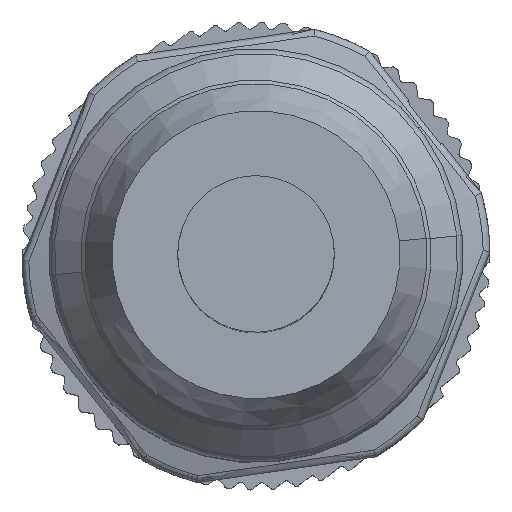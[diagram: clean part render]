
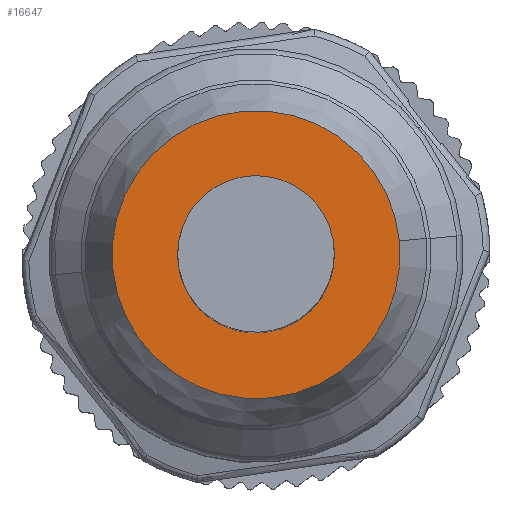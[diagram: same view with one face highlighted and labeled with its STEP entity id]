
A CAD part, top view. The second image highlights one B-rep face of the part: STEP entity #16647.
In plain terms, the highlighted planar face has unit normal (0, 0, 1).
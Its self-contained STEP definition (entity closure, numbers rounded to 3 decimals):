
#16542=AXIS2_PLACEMENT_3D('Circle Axis2P3D',#16540,#16541,$) ;
#16567=AXIS2_PLACEMENT_3D('Circle Axis2P3D',#16565,#16566,$) ;
#16581=AXIS2_PLACEMENT_3D('Plane Axis2P3D',#16578,#16579,#16580) ;
#16537=CARTESIAN_POINT('Vertex',(5.037,12.231,49.9)) ;
#16540=CARTESIAN_POINT('Axis2P3D Location',(13.,12.996,49.9)) ;
#16544=CARTESIAN_POINT('Vertex',(20.963,13.761,49.9)) ;
#16565=CARTESIAN_POINT('Axis2P3D Location',(13.,12.996,49.9)) ;
#16578=CARTESIAN_POINT('Axis2P3D Location',(13.,12.996,49.9)) ;
#16588=CARTESIAN_POINT('Control Point',(16.766,15.173,49.9)) ;
#16589=CARTESIAN_POINT('Control Point',(16.97,14.819,49.9)) ;
#16590=CARTESIAN_POINT('Control Point',(17.133,14.442,49.9)) ;
#16591=CARTESIAN_POINT('Control Point',(17.251,14.046,49.9)) ;
#16592=CARTESIAN_POINT('Control Point',(17.391,13.235,49.9)) ;
#16593=CARTESIAN_POINT('Control Point',(17.34,12.414,49.9)) ;
#16594=CARTESIAN_POINT('Control Point',(17.266,12.008,49.9)) ;
#16595=CARTESIAN_POINT('Control Point',(17.024,11.221,49.9)) ;
#16596=CARTESIAN_POINT('Control Point',(16.606,10.512,49.9)) ;
#16597=CARTESIAN_POINT('Control Point',(16.357,10.184,49.9)) ;
#16598=CARTESIAN_POINT('Control Point',(15.785,9.592,49.9)) ;
#16599=CARTESIAN_POINT('Control Point',(15.091,9.149,49.9)) ;
#16600=CARTESIAN_POINT('Control Point',(14.72,8.969,49.9)) ;
#16601=CARTESIAN_POINT('Control Point',(13.942,8.7,49.9)) ;
#16602=CARTESIAN_POINT('Control Point',(13.123,8.619,49.9)) ;
#16603=CARTESIAN_POINT('Control Point',(12.711,8.627,49.9)) ;
#16604=CARTESIAN_POINT('Control Point',(11.895,8.739,49.9)) ;
#16605=CARTESIAN_POINT('Control Point',(11.128,9.037,49.9)) ;
#16606=CARTESIAN_POINT('Control Point',(10.764,9.231,49.9)) ;
#16607=CARTESIAN_POINT('Control Point',(10.194,9.627,49.9)) ;
#16608=CARTESIAN_POINT('Control Point',(9.714,10.125,49.9)) ;
#16609=CARTESIAN_POINT('Control Point',(9.535,10.344,49.9)) ;
#16610=CARTESIAN_POINT('Control Point',(9.375,10.576,49.9)) ;
#16611=CARTESIAN_POINT('Control Point',(9.234,10.819,49.9)) ;
#16612=CARTESIAN_POINT('Vertex',(16.766,15.173,49.9)) ;
#16614=CARTESIAN_POINT('Vertex',(9.234,10.819,49.9)) ;
#16618=CARTESIAN_POINT('Control Point',(9.234,10.819,49.9)) ;
#16619=CARTESIAN_POINT('Control Point',(9.03,11.173,49.9)) ;
#16620=CARTESIAN_POINT('Control Point',(8.867,11.55,49.9)) ;
#16621=CARTESIAN_POINT('Control Point',(8.749,11.946,49.9)) ;
#16622=CARTESIAN_POINT('Control Point',(8.609,12.757,49.9)) ;
#16623=CARTESIAN_POINT('Control Point',(8.66,13.578,49.9)) ;
#16624=CARTESIAN_POINT('Control Point',(8.734,13.984,49.9)) ;
#16625=CARTESIAN_POINT('Control Point',(8.976,14.771,49.9)) ;
#16626=CARTESIAN_POINT('Control Point',(9.394,15.48,49.9)) ;
#16627=CARTESIAN_POINT('Control Point',(9.643,15.808,49.9)) ;
#16628=CARTESIAN_POINT('Control Point',(10.215,16.4,49.9)) ;
#16629=CARTESIAN_POINT('Control Point',(10.909,16.843,49.9)) ;
#16630=CARTESIAN_POINT('Control Point',(11.28,17.023,49.9)) ;
#16631=CARTESIAN_POINT('Control Point',(12.058,17.292,49.9)) ;
#16632=CARTESIAN_POINT('Control Point',(12.877,17.373,49.9)) ;
#16633=CARTESIAN_POINT('Control Point',(13.289,17.365,49.9)) ;
#16634=CARTESIAN_POINT('Control Point',(14.105,17.253,49.9)) ;
#16635=CARTESIAN_POINT('Control Point',(14.872,16.955,49.9)) ;
#16636=CARTESIAN_POINT('Control Point',(15.236,16.761,49.9)) ;
#16637=CARTESIAN_POINT('Control Point',(15.806,16.365,49.9)) ;
#16638=CARTESIAN_POINT('Control Point',(16.286,15.867,49.9)) ;
#16639=CARTESIAN_POINT('Control Point',(16.465,15.648,49.9)) ;
#16640=CARTESIAN_POINT('Control Point',(16.625,15.416,49.9)) ;
#16641=CARTESIAN_POINT('Control Point',(16.766,15.173,49.9)) ;
#16541=DIRECTION('Axis2P3D Direction',(0.,0.,-1.)) ;
#16566=DIRECTION('Axis2P3D Direction',(0.,0.,-1.)) ;
#16579=DIRECTION('Axis2P3D Direction',(0.,0.,1.)) ;
#16580=DIRECTION('Axis2P3D XDirection',(-0.995,-0.096,0.)) ;
#16584=ORIENTED_EDGE('',*,*,#16546,.T.) ;
#16585=ORIENTED_EDGE('',*,*,#16569,.T.) ;
#16644=ORIENTED_EDGE('',*,*,#16616,.T.) ;
#16645=ORIENTED_EDGE('',*,*,#16642,.T.) ;
#16646=FACE_BOUND('',#16643,.T.) ;
#16647=ADVANCED_FACE('Hauptk\X2\00F6\X0\rper',(#16586,#16646),#16582,.T.) ;
#16587=B_SPLINE_CURVE_WITH_KNOTS('',5,(#16588,#16589,#16590,#16591,#16592,#16593,#16594,#16595,#16596,#16597,#16598,#16599,#16600,#16601,#16602,#16603,#16604,#16605,#16606,#16607,#16608,#16609,#16610,#16611),.UNSPECIFIED.,.F.,.U.,(6,3,3,3,3,3,3,6),(0.,2.89,5.78,8.67,11.56,14.45,17.34,19.326),.UNSPECIFIED.) ;
#16617=B_SPLINE_CURVE_WITH_KNOTS('',5,(#16618,#16619,#16620,#16621,#16622,#16623,#16624,#16625,#16626,#16627,#16628,#16629,#16630,#16631,#16632,#16633,#16634,#16635,#16636,#16637,#16638,#16639,#16640,#16641),.UNSPECIFIED.,.F.,.U.,(6,3,3,3,3,3,3,6),(0.,2.89,5.78,8.67,11.56,14.45,17.34,19.326),.UNSPECIFIED.) ;
#16543=CIRCLE('generated circle',#16542,8.) ;
#16568=CIRCLE('generated circle',#16567,8.) ;
#16546=EDGE_CURVE('',#16545,#16538,#16543,.F.) ;
#16569=EDGE_CURVE('',#16538,#16545,#16568,.F.) ;
#16616=EDGE_CURVE('',#16613,#16615,#16587,.T.) ;
#16642=EDGE_CURVE('',#16615,#16613,#16617,.T.) ;
#16583=EDGE_LOOP('',(#16584,#16585)) ;
#16643=EDGE_LOOP('',(#16644,#16645)) ;
#16586=FACE_OUTER_BOUND('',#16583,.T.) ;
#16582=PLANE('',#16581) ;
#16538=VERTEX_POINT('',#16537) ;
#16545=VERTEX_POINT('',#16544) ;
#16613=VERTEX_POINT('',#16612) ;
#16615=VERTEX_POINT('',#16614) ;
